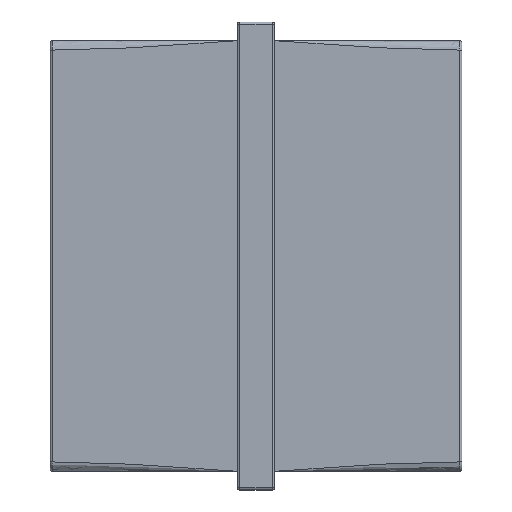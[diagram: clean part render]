
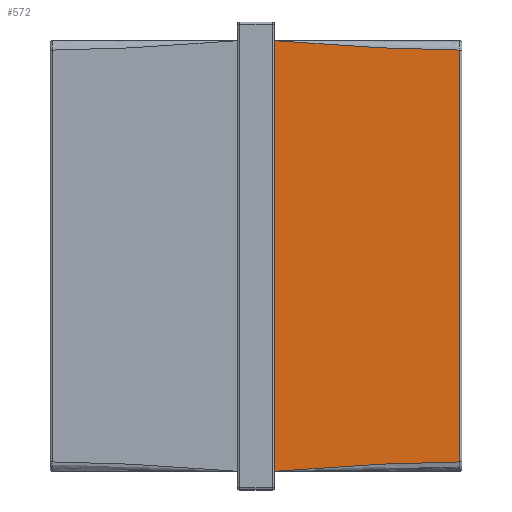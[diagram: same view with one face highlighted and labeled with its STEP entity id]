
A CAD part, front view. The second image highlights one B-rep face of the part: STEP entity #572.
In plain terms, the highlighted planar face has unit normal (0, -1, 0).
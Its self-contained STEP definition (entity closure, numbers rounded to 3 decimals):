
#23 = EDGE_CURVE ( 'NONE', #63, #928, #508, .T. ) ;
#63 = VERTEX_POINT ( 'NONE', #352 ) ;
#174 = CARTESIAN_POINT ( 'NONE',  ( 2., -13., 23. ) ) ;
#220 = EDGE_LOOP ( 'NONE', ( #2072, #1242, #2038, #1598 ) ) ;
#352 = CARTESIAN_POINT ( 'NONE',  ( 2., -13., 23. ) ) ;
#508 = LINE ( 'NONE', #1198, #1777 ) ;
#518 = CARTESIAN_POINT ( 'NONE',  ( 2., -13., -23. ) ) ;
#523 = CARTESIAN_POINT ( 'NONE',  ( 8.583, -13., 22.506 ) ) ;
#572 = ADVANCED_FACE ( 'NONE', ( #1015 ), #2060, .F. ) ;
#596 = CARTESIAN_POINT ( 'NONE',  ( 8.583, -13., -22.506 ) ) ;
#651 = LINE ( 'NONE', #2037, #1820 ) ;
#712 = AXIS2_PLACEMENT_3D ( 'NONE', #989, #1567, #1029 ) ;
#928 = VERTEX_POINT ( 'NONE', #518 ) ;
#951 = VERTEX_POINT ( 'NONE', #1045 ) ;
#989 = CARTESIAN_POINT ( 'NONE',  ( 22., -13., 23. ) ) ;
#1015 = FACE_OUTER_BOUND ( 'NONE', #220, .T. ) ;
#1029 = DIRECTION ( 'NONE',  ( 0., 0., 1. ) ) ;
#1045 = CARTESIAN_POINT ( 'NONE',  ( 21.75, -13., 22. ) ) ;
#1146 = EDGE_CURVE ( 'NONE', #928, #1927, #1570, .T. ) ;
#1198 = CARTESIAN_POINT ( 'NONE',  ( 2., -13., 23. ) ) ;
#1201 = EDGE_CURVE ( 'NONE', #1927, #951, #651, .T. ) ;
#1242 = ORIENTED_EDGE ( 'NONE', *, *, #1201, .T. ) ;
#1350 = B_SPLINE_CURVE_WITH_KNOTS ( 'NONE', 3,
 ( #1448, #1685, #523, #174 ),
 .UNSPECIFIED., .F., .F.,
 ( 4, 4 ),
 ( 0., 0.02 ),
 .UNSPECIFIED. ) ;
#1361 = CARTESIAN_POINT ( 'NONE',  ( 15.167, -13., -22.012 ) ) ;
#1448 = CARTESIAN_POINT ( 'NONE',  ( 21.75, -13., 22. ) ) ;
#1567 = DIRECTION ( 'NONE',  ( 0., 1., 0. ) ) ;
#1570 = B_SPLINE_CURVE_WITH_KNOTS ( 'NONE', 3,
 ( #1721, #596, #1361, #2271 ),
 .UNSPECIFIED., .F., .F.,
 ( 4, 4 ),
 ( -0.04, -0.02 ),
 .UNSPECIFIED. ) ;
#1598 = ORIENTED_EDGE ( 'NONE', *, *, #23, .T. ) ;
#1685 = CARTESIAN_POINT ( 'NONE',  ( 15.167, -13., 22.013 ) ) ;
#1702 = EDGE_CURVE ( 'NONE', #951, #63, #1350, .T. ) ;
#1721 = CARTESIAN_POINT ( 'NONE',  ( 2., -13., -23. ) ) ;
#1777 = VECTOR ( 'NONE', #1928, 1000. ) ;
#1820 = VECTOR ( 'NONE', #2094, 1000. ) ;
#1927 = VERTEX_POINT ( 'NONE', #2130 ) ;
#1928 = DIRECTION ( 'NONE',  ( 0., 0., -1. ) ) ;
#2037 = CARTESIAN_POINT ( 'NONE',  ( 21.75, -13., 22. ) ) ;
#2038 = ORIENTED_EDGE ( 'NONE', *, *, #1702, .T. ) ;
#2060 = PLANE ( 'NONE',  #712 ) ;
#2072 = ORIENTED_EDGE ( 'NONE', *, *, #1146, .T. ) ;
#2094 = DIRECTION ( 'NONE',  ( 0., 0., 1. ) ) ;
#2130 = CARTESIAN_POINT ( 'NONE',  ( 21.75, -13., -22. ) ) ;
#2271 = CARTESIAN_POINT ( 'NONE',  ( 21.75, -13., -22. ) ) ;
